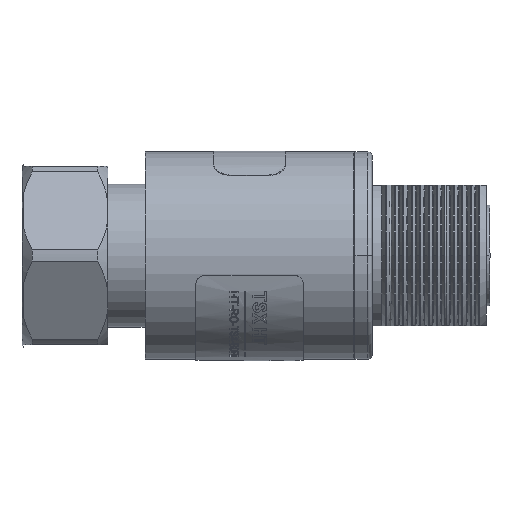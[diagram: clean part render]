
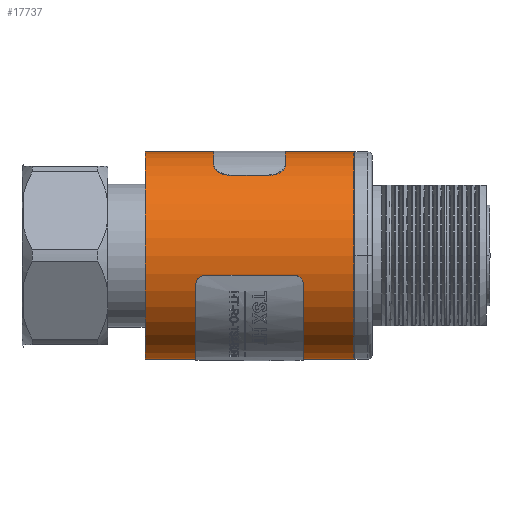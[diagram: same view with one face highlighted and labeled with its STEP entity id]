
A CAD part, front view. The second image highlights one B-rep face of the part: STEP entity #17737.
In plain terms, the highlighted cylindrical face has radius 18.415 mm (diameter 36.83 mm), a partial arc.
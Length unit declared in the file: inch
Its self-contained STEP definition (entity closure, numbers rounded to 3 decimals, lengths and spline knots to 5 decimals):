
#2776 = DIRECTION ( 'NONE',  ( 0., 0., -1. ) ) ;
#6288 = CARTESIAN_POINT ( 'NONE',  ( 0., 0., 0.725 ) ) ;
#7371 = CARTESIAN_POINT ( 'NONE',  ( 0., 0., -0.725 ) ) ;
#9198 = EDGE_CURVE ( 'NONE', #43683, #39160, #29670, .T. ) ;
#10710 = ORIENTED_EDGE ( 'NONE', *, *, #9198, .T. ) ;
#10985 = CIRCLE ( 'NONE', #40953, 0.725 ) ;
#11360 = DIRECTION ( 'NONE',  ( 1., 0., 0. ) ) ;
#11825 = DIRECTION ( 'NONE',  ( 1., 0., 0. ) ) ;
#14078 = DIRECTION ( 'NONE',  ( 0., 0., -1. ) ) ;
#16889 = AXIS2_PLACEMENT_3D ( 'NONE', #35510, #11360, #2776 ) ;
#17737 = ADVANCED_FACE ( 'NONE', ( #30935 ), #31196, .T. ) ;
#19662 = DIRECTION ( 'NONE',  ( 1., 0., 0. ) ) ;
#21731 = VERTEX_POINT ( 'NONE', #41147 ) ;
#23071 = LINE ( 'NONE', #43968, #41398 ) ;
#23163 = CARTESIAN_POINT ( 'NONE',  ( 0., 0., 0. ) ) ;
#24288 = VECTOR ( 'NONE', #42716, 39.37008 ) ;
#26265 = AXIS2_PLACEMENT_3D ( 'NONE', #23163, #30967, #14078 ) ;
#26867 = EDGE_CURVE ( 'NONE', #43683, #38320, #50819, .T. ) ;
#29670 = CIRCLE ( 'NONE', #26265, 0.725 ) ;
#30141 = EDGE_LOOP ( 'NONE', ( #43347, #10710, #31350, #47738 ) ) ;
#30935 = FACE_OUTER_BOUND ( 'NONE', #30141, .T. ) ;
#30967 = DIRECTION ( 'NONE',  ( 1., 0., 0. ) ) ;
#31196 = CYLINDRICAL_SURFACE ( 'NONE', #16889, 0.725 ) ;
#31350 = ORIENTED_EDGE ( 'NONE', *, *, #35224, .T. ) ;
#35224 = EDGE_CURVE ( 'NONE', #39160, #21731, #23071, .T. ) ;
#35510 = CARTESIAN_POINT ( 'NONE',  ( 0., 0., 0. ) ) ;
#38320 = VERTEX_POINT ( 'NONE', #45808 ) ;
#39160 = VERTEX_POINT ( 'NONE', #7371 ) ;
#39284 = CARTESIAN_POINT ( 'NONE',  ( 1.46, 0., 0. ) ) ;
#40953 = AXIS2_PLACEMENT_3D ( 'NONE', #39284, #19662, #43268 ) ;
#41147 = CARTESIAN_POINT ( 'NONE',  ( 1.46, 0., -0.725 ) ) ;
#41398 = VECTOR ( 'NONE', #11825, 39.37008 ) ;
#42716 = DIRECTION ( 'NONE',  ( 1., 0., 0. ) ) ;
#43155 = CARTESIAN_POINT ( 'NONE',  ( 0., 0., 0.725 ) ) ;
#43268 = DIRECTION ( 'NONE',  ( 0., 0., -1. ) ) ;
#43347 = ORIENTED_EDGE ( 'NONE', *, *, #26867, .F. ) ;
#43683 = VERTEX_POINT ( 'NONE', #43155 ) ;
#43968 = CARTESIAN_POINT ( 'NONE',  ( 0., 0., -0.725 ) ) ;
#45808 = CARTESIAN_POINT ( 'NONE',  ( 1.46, 0., 0.725 ) ) ;
#47738 = ORIENTED_EDGE ( 'NONE', *, *, #52692, .F. ) ;
#50819 = LINE ( 'NONE', #6288, #24288 ) ;
#52692 = EDGE_CURVE ( 'NONE', #38320, #21731, #10985, .T. ) ;
